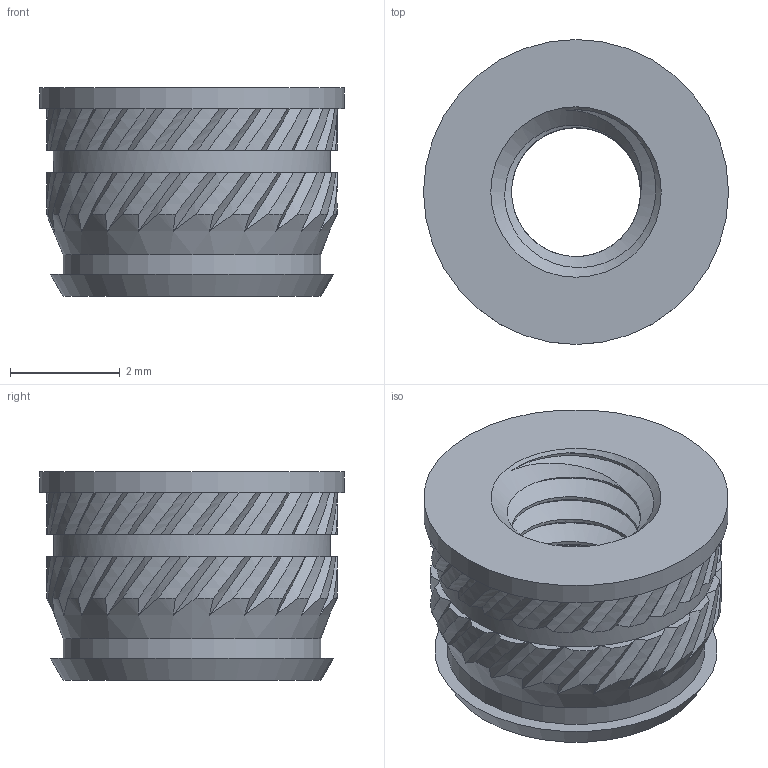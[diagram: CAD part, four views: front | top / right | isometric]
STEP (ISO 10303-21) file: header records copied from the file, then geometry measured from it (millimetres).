
FILE_DESCRIPTION(/* description */ (''),/* implementation_level */ '2;1');
FILE_NAME(/* name */ 'M3 Insert_v1.step',/* time_stamp */ '2024-02-15T15:47:53-05:00',/* author */ (''),/* organization */ (''),/* preprocessor_version */ 'ST-DEVELOPER v20',/* originating_system */ 'Autodesk Translation Framework v12.20.1.177',/* authorisation */ '');
FILE_SCHEMA (('AUTOMOTIVE_DESIGN { 1 0 10303 214 3 1 1 }'));
Length unit declared in the file: millimetre
Products named in the file (1): M3 Insert
Bounding box: 5.56 x 5.56 x 3.8 mm (x, y, z)
Volume: 56.3 mm3; surface area: 158.8 mm2
Topology: 1 solids, 1 shells, 214 faces, 533 edges, 323 vertices
Faces by surface type: bspline 99, cylinder 59, plane 52, cone 4
Full cylindrical faces by diameter (mm): 3 x6, 4.697 x1, 5.05 x1, 5.56 x1
Entity records: 16503 total; most frequent: CARTESIAN_POINT 11776, ORIENTED_EDGE 1066, DIRECTION 940, EDGE_CURVE 533, AXIS2_PLACEMENT_3D 391, VERTEX_POINT 323, EDGE_LOOP 218, FACE_OUTER_BOUND 214
